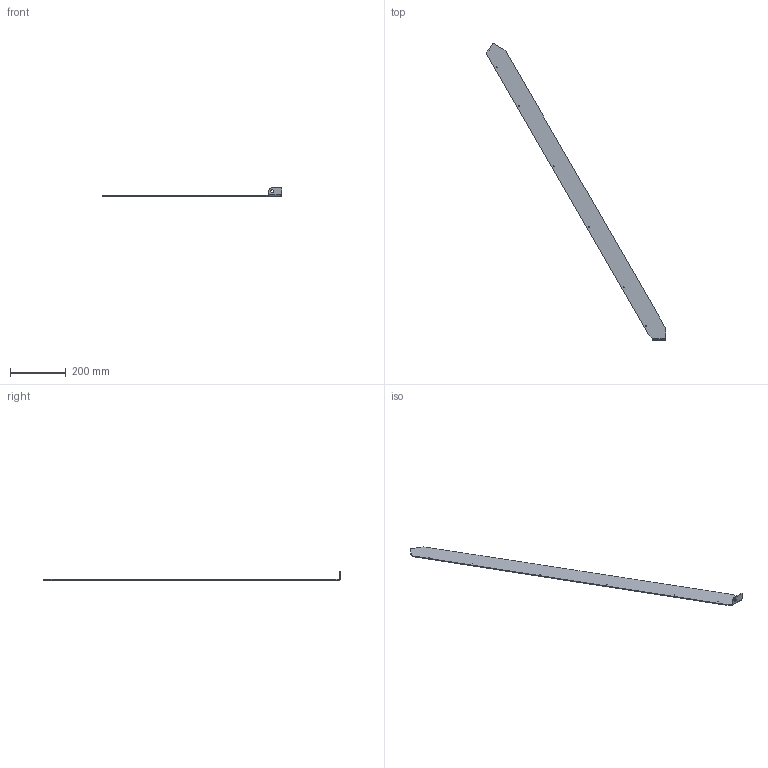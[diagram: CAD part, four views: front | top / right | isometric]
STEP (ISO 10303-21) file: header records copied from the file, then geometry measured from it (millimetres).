
FILE_DESCRIPTION (( 'STEP AP203' ), '1' );
FILE_NAME ('CV02-M-03_REV_.step', '2025-08-17T03:59:35', ( '' ), ( '' ), 'SwSTEP 2.0', 'SolidWorks 2024', '' );
FILE_SCHEMA (( 'CONFIG_CONTROL_DESIGN' ));
Length unit declared in the file: millimetre
Products named in the file (1): CV02-M-03_REV_
Bounding box: 644.51 x 1063.85 x 30 mm (x, y, z)
Volume: 237366.7 mm3; surface area: 166318.6 mm2
Topology: 1 solids, 1 shells, 49 faces, 133 edges, 86 vertices
Faces by surface type: plane 29, cylinder 20
Entity records: 1648 total; most frequent: DIRECTION 273, CARTESIAN_POINT 269, ORIENTED_EDGE 266, EDGE_CURVE 133, LINE 93, VECTOR 93, AXIS2_PLACEMENT_3D 90, VERTEX_POINT 86
